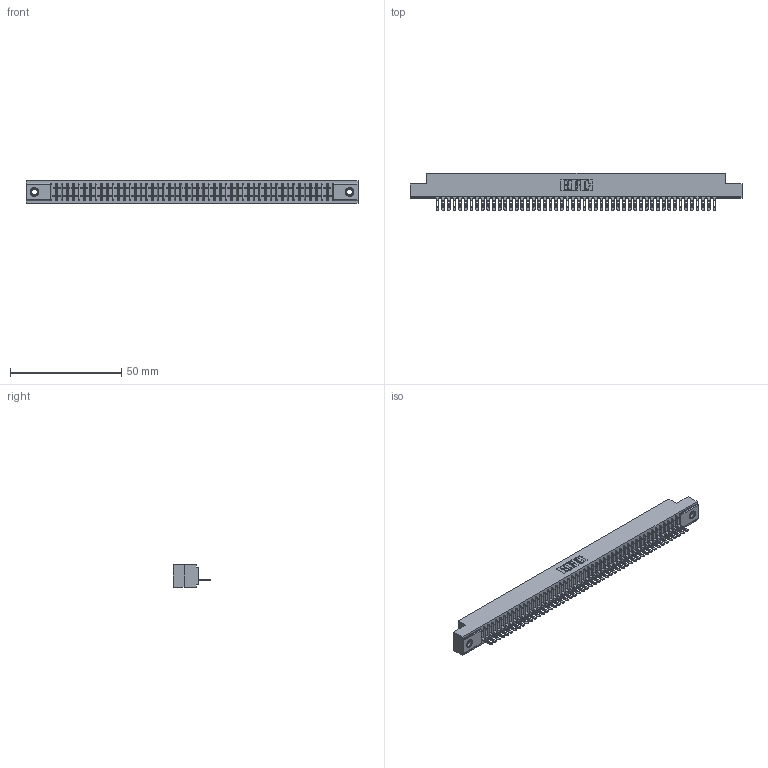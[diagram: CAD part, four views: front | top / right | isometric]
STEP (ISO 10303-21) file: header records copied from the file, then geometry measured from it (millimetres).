
FILE_DESCRIPTION (( 'STEP AP203' ), '1' );
FILE_NAME ('341-050-500-107.STEP', '2018-08-07T12:15:09', ( '' ), ( '' ), 'SwSTEP 2.0', 'SolidWorks 2016', '' );
FILE_SCHEMA (( 'CONFIG_CONTROL_DESIGN' ));
Length unit declared in the file: inch
Products named in the file (4): 341 Part_.156 (3.96) Dia Mounting Holes; 345-250-001_345-250-005-103; 341-292-001_341-292-100; 341-050-500-107
Assembly tree (53 placements, depth 2):
  341-050-500-107
    341 Part_.156 (3.96) Dia Mounting Holes
    341-292-001_341-292-100  x50
    345-250-001_345-250-005-103  x2
Bounding box: 149.22 x 16.69 x 10.16 mm (x, y, z)
Volume: 10719.8 mm3; surface area: 17243.9 mm2
Topology: 53 solids, 53 shells, 4276 faces, 12302 edges, 7890 vertices
Faces by surface type: plane 2550, cylinder 1510, sphere 102, torus 102, cone 12
Entity records: 59038 total; most frequent: CARTESIAN_POINT 10011, ORIENTED_EDGE 9992, DIRECTION 9672, EDGE_CURVE 4996, LINE 4038, VECTOR 4038, VERTEX_POINT 3156, AXIS2_PLACEMENT_3D 2817
